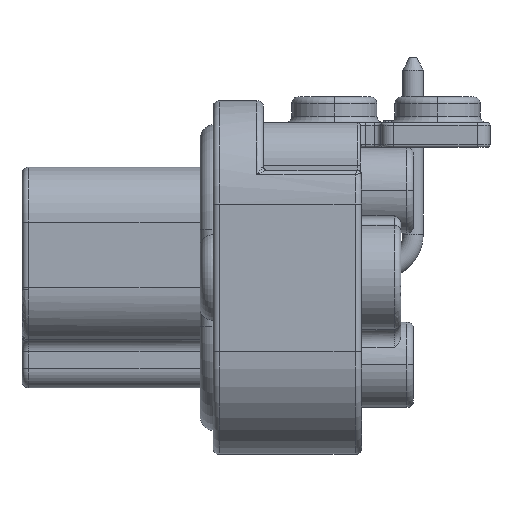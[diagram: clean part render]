
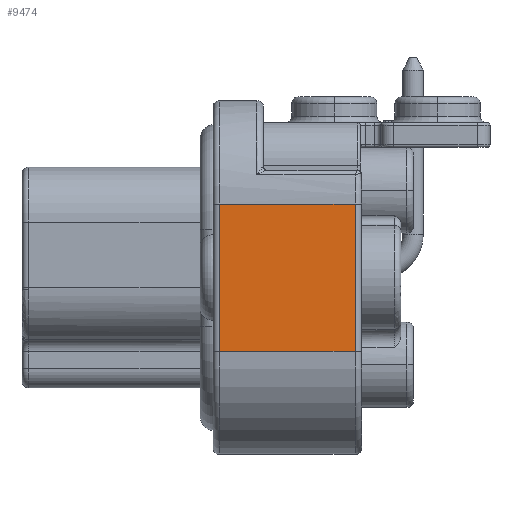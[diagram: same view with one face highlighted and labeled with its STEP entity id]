
A CAD part, left-side view. The second image highlights one B-rep face of the part: STEP entity #9474.
In plain terms, the highlighted planar face has unit normal (-1, 0, 0).
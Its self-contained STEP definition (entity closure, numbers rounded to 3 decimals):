
#994=DIRECTION('',(0.,0.,1.));
#995=VECTOR('',#994,11.4);
#996=CARTESIAN_POINT('',(-17.6,0.5,-5.7));
#997=LINE('',#996,#995);
#1549=DIRECTION('',(0.,1.,0.));
#1550=VECTOR('',#1549,10.5);
#1551=CARTESIAN_POINT('',(-17.6,0.5,5.7));
#1552=LINE('',#1551,#1550);
#1561=DIRECTION('',(0.,0.,-1.));
#1562=VECTOR('',#1561,11.4);
#1563=CARTESIAN_POINT('',(-17.6,11.,5.7));
#1564=LINE('',#1563,#1562);
#1648=DIRECTION('',(0.,-1.,0.));
#1649=VECTOR('',#1648,10.5);
#1650=CARTESIAN_POINT('',(-17.6,11.,-5.7));
#1651=LINE('',#1650,#1649);
#6600=CARTESIAN_POINT('',(-17.6,0.5,5.7));
#6601=VERTEX_POINT('',#6600);
#6604=CARTESIAN_POINT('',(-17.6,0.5,-5.7));
#6605=VERTEX_POINT('',#6604);
#6652=CARTESIAN_POINT('',(-17.6,11.,5.7));
#6653=VERTEX_POINT('',#6652);
#6656=CARTESIAN_POINT('',(-17.6,11.,-5.7));
#6657=VERTEX_POINT('',#6656);
#9461=CARTESIAN_POINT('',(-17.6,0.,-3.7));
#9462=DIRECTION('',(-1.,0.,0.));
#9463=DIRECTION('',(0.,0.,1.));
#9464=AXIS2_PLACEMENT_3D('',#9461,#9462,#9463);
#9465=PLANE('',#9464);
#9467=ORIENTED_EDGE('',*,*,#9466,.F.);
#9468=ORIENTED_EDGE('',*,*,#9452,.F.);
#9469=ORIENTED_EDGE('',*,*,#8803,.F.);
#9471=ORIENTED_EDGE('',*,*,#9470,.F.);
#9472=EDGE_LOOP('',(#9467,#9468,#9469,#9471));
#9473=FACE_OUTER_BOUND('',#9472,.F.);
#9474=ADVANCED_FACE('',(#9473),#9465,.T.);
#8803=EDGE_CURVE('',#6605,#6601,#997,.T.);
#9452=EDGE_CURVE('',#6601,#6653,#1552,.T.);
#9466=EDGE_CURVE('',#6653,#6657,#1564,.T.);
#9470=EDGE_CURVE('',#6657,#6605,#1651,.T.);
